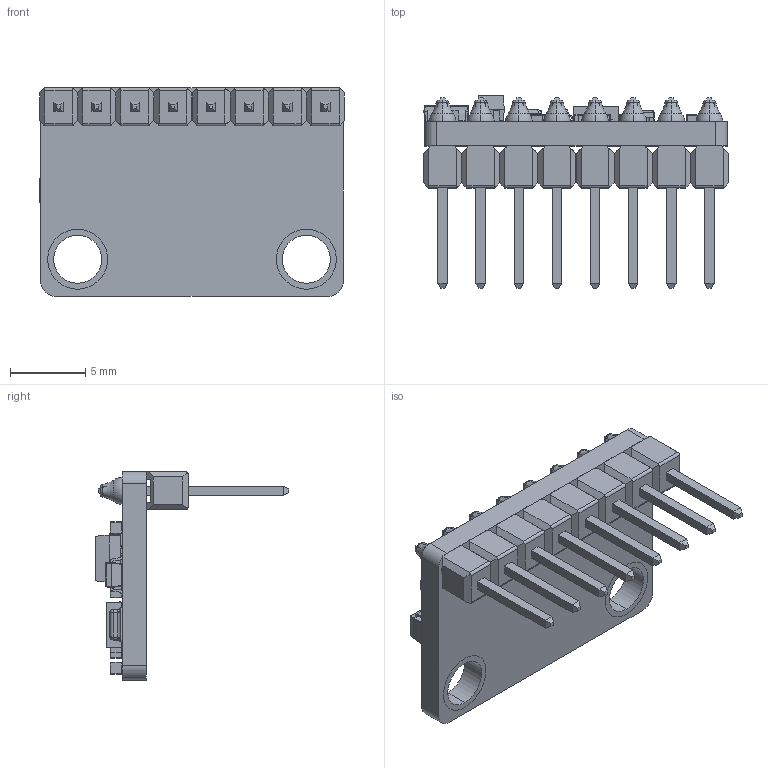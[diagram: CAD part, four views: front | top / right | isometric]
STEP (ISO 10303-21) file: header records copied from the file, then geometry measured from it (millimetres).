
FILE_DESCRIPTION (( 'STEP AP214' ), '1' );
FILE_NAME ('GY-91_MPU9250+BMP280 - Pins Down.STEP', '2020-12-11T10:49:58', ( '' ), ( '' ), 'SwSTEP 2.0', 'SolidWorks 2019', '' );
FILE_SCHEMA (( 'AUTOMOTIVE_DESIGN' ));
Length unit declared in the file: millimetre
Products named in the file (1): GY-91_MPU9250+BMP280 - Pins Down
Bounding box: 20.32 x 12.87 x 13.9 mm (x, y, z)
Surface area: 1808.2 mm2 (no closed solid volume)
Topology: 0 solids, 100 shells, 2124 faces, 5260 edges, 3246 vertices
Faces by surface type: plane 1288, cylinder 539, bspline 126, sphere 120, torus 51
Entity records: 90891 total; most frequent: CARTESIAN_POINT 17343, ORIENTED_EDGE 10244, DIRECTION 9916, EDGE_CURVE 5136, VECTOR 3648, LINE 3648, VERTEX_POINT 3246, AXIS2_PLACEMENT_3D 3134
